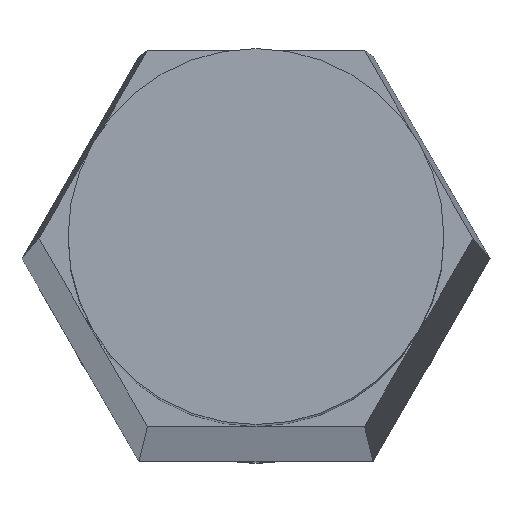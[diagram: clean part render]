
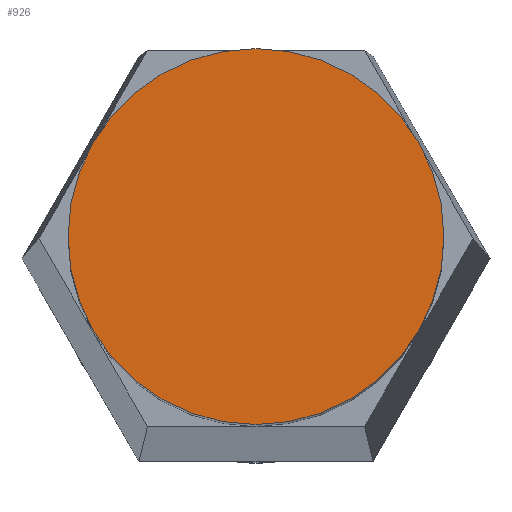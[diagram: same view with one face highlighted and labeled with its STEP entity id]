
A CAD part, top view. The second image highlights one B-rep face of the part: STEP entity #926.
In plain terms, the highlighted planar face has unit normal (0, 0, 1).
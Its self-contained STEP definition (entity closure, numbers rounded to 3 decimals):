
#57 = CIRCLE ( 'NONE', #875, 3.2 ) ;
#121 = DIRECTION ( 'NONE',  ( 0., 0., 1. ) ) ;
#212 = CARTESIAN_POINT ( 'NONE',  ( 91., 6.5, 947.9 ) ) ;
#317 = CARTESIAN_POINT ( 'NONE',  ( 94.2, 6.5, 947.9 ) ) ;
#442 = ORIENTED_EDGE ( 'NONE', *, *, #655, .F. ) ;
#478 = PLANE ( 'NONE',  #742 ) ;
#506 = AXIS2_PLACEMENT_3D ( 'NONE', #1026, #1049, #1116 ) ;
#531 = CARTESIAN_POINT ( 'NONE',  ( 94.2, 6.5, 947.9 ) ) ;
#571 = DIRECTION ( 'NONE',  ( -1., 0., 0. ) ) ;
#572 = ORIENTED_EDGE ( 'NONE', *, *, #884, .F. ) ;
#643 = DIRECTION ( 'NONE',  ( 0., 0., -1. ) ) ;
#655 = EDGE_CURVE ( 'NONE', #919, #812, #873, .T. ) ;
#666 = EDGE_LOOP ( 'NONE', ( #572, #442 ) ) ;
#721 = CARTESIAN_POINT ( 'NONE',  ( 97.4, 6.5, 947.9 ) ) ;
#742 = AXIS2_PLACEMENT_3D ( 'NONE', #317, #121, #571 ) ;
#812 = VERTEX_POINT ( 'NONE', #721 ) ;
#873 = CIRCLE ( 'NONE', #506, 3.2 ) ;
#875 = AXIS2_PLACEMENT_3D ( 'NONE', #531, #643, #880 ) ;
#880 = DIRECTION ( 'NONE',  ( -1., 0., 0. ) ) ;
#884 = EDGE_CURVE ( 'NONE', #812, #919, #57, .T. ) ;
#919 = VERTEX_POINT ( 'NONE', #212 ) ;
#926 = ADVANCED_FACE ( 'NONE', ( #928 ), #478, .T. ) ;
#928 = FACE_OUTER_BOUND ( 'NONE', #666, .T. ) ;
#1026 = CARTESIAN_POINT ( 'NONE',  ( 94.2, 6.5, 947.9 ) ) ;
#1049 = DIRECTION ( 'NONE',  ( 0., 0., -1. ) ) ;
#1116 = DIRECTION ( 'NONE',  ( -1., 0., 0. ) ) ;
